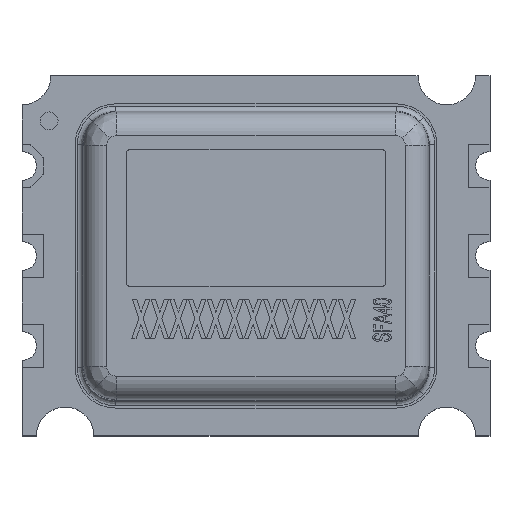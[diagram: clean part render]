
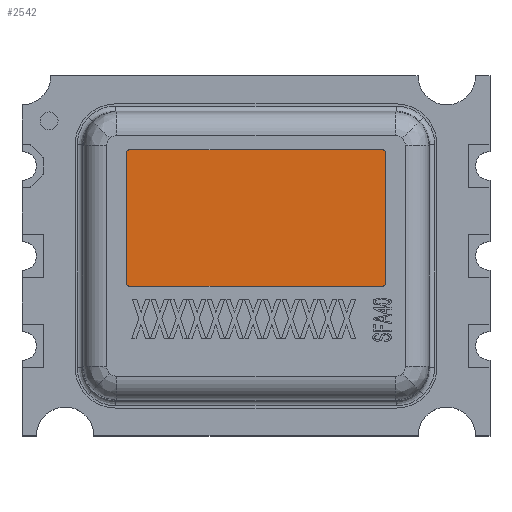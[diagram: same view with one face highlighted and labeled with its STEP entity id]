
A CAD part, top view. The second image highlights one B-rep face of the part: STEP entity #2542.
In plain terms, the highlighted planar face has unit normal (0, 0, 1).
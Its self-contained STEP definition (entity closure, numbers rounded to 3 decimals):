
#7 = CARTESIAN_POINT ( 'NONE',  ( 3.5, 2.95, 2.441 ) ) ;
#19 = AXIS2_PLACEMENT_3D ( 'NONE', #7888, #11240, #13472 ) ;
#47 = CARTESIAN_POINT ( 'NONE',  ( -3.5, -0.85, 2.441 ) ) ;
#68 = VERTEX_POINT ( 'NONE', #5592 ) ;
#255 = EDGE_LOOP ( 'NONE', ( #5601, #1092, #9486, #3342, #4836, #7061, #13265, #12931 ) ) ;
#360 = CARTESIAN_POINT ( 'NONE',  ( 3.6, 2.95, 2.441 ) ) ;
#809 = CIRCLE ( 'NONE', #5102, 0.1 ) ;
#918 = CIRCLE ( 'NONE', #2825, 0.1 ) ;
#933 = CARTESIAN_POINT ( 'NONE',  ( 3.5, 2.85, 2.441 ) ) ;
#962 = CIRCLE ( 'NONE', #19, 0.1 ) ;
#1049 = LINE ( 'NONE', #10067, #5604 ) ;
#1092 = ORIENTED_EDGE ( 'NONE', *, *, #7528, .T. ) ;
#1286 = DIRECTION ( 'NONE',  ( 0., 0., 1. ) ) ;
#1343 = DIRECTION ( 'NONE',  ( 0., 0., 1. ) ) ;
#1417 = DIRECTION ( 'NONE',  ( 0., -1., 0. ) ) ;
#1473 = CARTESIAN_POINT ( 'NONE',  ( -3.6, 2.95, 2.441 ) ) ;
#1539 = VECTOR ( 'NONE', #7572, 1000. ) ;
#2006 = CARTESIAN_POINT ( 'NONE',  ( -3.6, 2.85, 2.441 ) ) ;
#2542 = ADVANCED_FACE ( 'NONE', ( #14625 ), #7148, .T. ) ;
#2817 = EDGE_CURVE ( 'NONE', #68, #3177, #6841, .T. ) ;
#2825 = AXIS2_PLACEMENT_3D ( 'NONE', #3445, #1286, #10377 ) ;
#3033 = LINE ( 'NONE', #4139, #1539 ) ;
#3177 = VERTEX_POINT ( 'NONE', #5711 ) ;
#3214 = VERTEX_POINT ( 'NONE', #47 ) ;
#3342 = ORIENTED_EDGE ( 'NONE', *, *, #6837, .T. ) ;
#3445 = CARTESIAN_POINT ( 'NONE',  ( -3.5, -0.75, 2.441 ) ) ;
#4013 = CARTESIAN_POINT ( 'NONE',  ( -3.5, 2.95, 2.441 ) ) ;
#4139 = CARTESIAN_POINT ( 'NONE',  ( -3.6, -0.85, 2.441 ) ) ;
#4609 = DIRECTION ( 'NONE',  ( 0., 1., 0. ) ) ;
#4677 = VERTEX_POINT ( 'NONE', #7 ) ;
#4836 = ORIENTED_EDGE ( 'NONE', *, *, #13318, .T. ) ;
#4845 = CARTESIAN_POINT ( 'NONE',  ( 0., 1.05, 2.441 ) ) ;
#5102 = AXIS2_PLACEMENT_3D ( 'NONE', #5381, #11259, #9925 ) ;
#5322 = VECTOR ( 'NONE', #6020, 1000. ) ;
#5381 = CARTESIAN_POINT ( 'NONE',  ( 3.5, -0.75, 2.441 ) ) ;
#5592 = CARTESIAN_POINT ( 'NONE',  ( 3.6, -0.75, 2.441 ) ) ;
#5601 = ORIENTED_EDGE ( 'NONE', *, *, #9721, .T. ) ;
#5604 = VECTOR ( 'NONE', #8943, 1000. ) ;
#5711 = CARTESIAN_POINT ( 'NONE',  ( 3.6, 2.85, 2.441 ) ) ;
#5886 = AXIS2_PLACEMENT_3D ( 'NONE', #4845, #1343, #1417 ) ;
#6020 = DIRECTION ( 'NONE',  ( -1., 0., 0. ) ) ;
#6559 = AXIS2_PLACEMENT_3D ( 'NONE', #933, #9051, #13520 ) ;
#6837 = EDGE_CURVE ( 'NONE', #7464, #3214, #918, .T. ) ;
#6841 = LINE ( 'NONE', #360, #8505 ) ;
#7027 = VERTEX_POINT ( 'NONE', #8719 ) ;
#7061 = ORIENTED_EDGE ( 'NONE', *, *, #12580, .T. ) ;
#7148 = PLANE ( 'NONE',  #5886 ) ;
#7464 = VERTEX_POINT ( 'NONE', #8848 ) ;
#7528 = EDGE_CURVE ( 'NONE', #10406, #11853, #962, .T. ) ;
#7572 = DIRECTION ( 'NONE',  ( 1., 0., 0. ) ) ;
#7888 = CARTESIAN_POINT ( 'NONE',  ( -3.5, 2.85, 2.441 ) ) ;
#8505 = VECTOR ( 'NONE', #4609, 1000. ) ;
#8719 = CARTESIAN_POINT ( 'NONE',  ( 3.5, -0.85, 2.441 ) ) ;
#8848 = CARTESIAN_POINT ( 'NONE',  ( -3.6, -0.75, 2.441 ) ) ;
#8943 = DIRECTION ( 'NONE',  ( 0., -1., 0. ) ) ;
#9051 = DIRECTION ( 'NONE',  ( 0., 0., 1. ) ) ;
#9486 = ORIENTED_EDGE ( 'NONE', *, *, #14099, .T. ) ;
#9721 = EDGE_CURVE ( 'NONE', #4677, #10406, #10338, .T. ) ;
#9925 = DIRECTION ( 'NONE',  ( 0., -1., 0. ) ) ;
#10067 = CARTESIAN_POINT ( 'NONE',  ( -3.6, 2.95, 2.441 ) ) ;
#10338 = LINE ( 'NONE', #1473, #5322 ) ;
#10377 = DIRECTION ( 'NONE',  ( 0., -1., 0. ) ) ;
#10406 = VERTEX_POINT ( 'NONE', #4013 ) ;
#11240 = DIRECTION ( 'NONE',  ( 0., 0., 1. ) ) ;
#11259 = DIRECTION ( 'NONE',  ( 0., 0., 1. ) ) ;
#11853 = VERTEX_POINT ( 'NONE', #2006 ) ;
#12580 = EDGE_CURVE ( 'NONE', #7027, #68, #809, .T. ) ;
#12761 = CIRCLE ( 'NONE', #6559, 0.1 ) ;
#12931 = ORIENTED_EDGE ( 'NONE', *, *, #14660, .T. ) ;
#13265 = ORIENTED_EDGE ( 'NONE', *, *, #2817, .T. ) ;
#13318 = EDGE_CURVE ( 'NONE', #3214, #7027, #3033, .T. ) ;
#13472 = DIRECTION ( 'NONE',  ( 0., -1., 0. ) ) ;
#13520 = DIRECTION ( 'NONE',  ( 0., -1., 0. ) ) ;
#14099 = EDGE_CURVE ( 'NONE', #11853, #7464, #1049, .T. ) ;
#14625 = FACE_OUTER_BOUND ( 'NONE', #255, .T. ) ;
#14660 = EDGE_CURVE ( 'NONE', #3177, #4677, #12761, .T. ) ;
